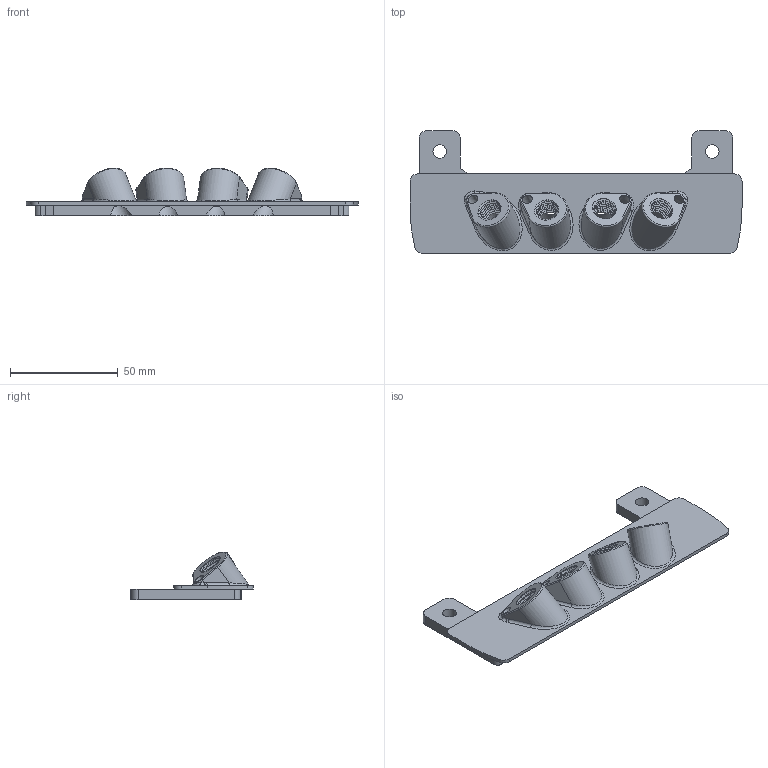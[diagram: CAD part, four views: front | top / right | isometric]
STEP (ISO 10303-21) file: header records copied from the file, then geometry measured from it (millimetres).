
FILE_DESCRIPTION(('Open CASCADE Model'),'2;1');
FILE_NAME('Open CASCADE Shape Model','2024-08-25T12:22:37',('Author'),( 'Open CASCADE'),'Open CASCADE STEP processor 7.7','Open CASCADE 7.7' ,'Unknown');
FILE_SCHEMA(('AUTOMOTIVE_DESIGN { 1 0 10303 214 1 1 1 1 }'));
Products named in the file (1): Open CASCADE STEP translator 7.7 13
Bounding box: 154 x 56.8 x 22.09 mm (x, y, z)
Volume: 41500.7 mm3; surface area: 22091.6 mm2
Topology: 1 solids, 1 shells, 214 faces, 550 edges, 348 vertices
Faces by surface type: plane 84, cylinder 76, bspline 38, torus 16
Full cylindrical faces by diameter (mm): 4.7 x6, 6.3 x2, 10.576 x28
Entity records: 38383 total; most frequent: CARTESIAN_POINT 28212, DIRECTION 1616, ORIENTED_EDGE 1100, PCURVE 1100, DEFINITIONAL_REPRESENTATION 1100, LINE 958, VECTOR 958, EDGE_CURVE 550
